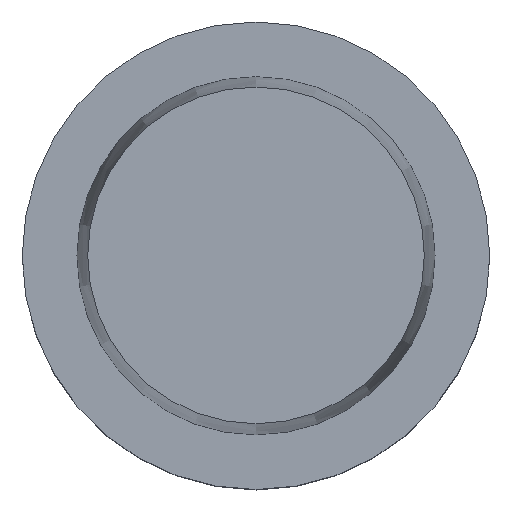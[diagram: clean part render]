
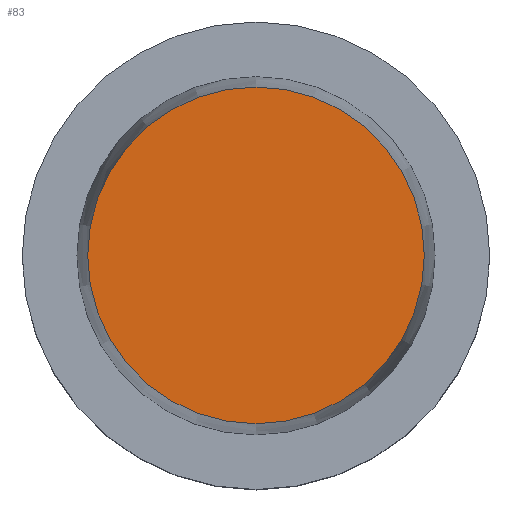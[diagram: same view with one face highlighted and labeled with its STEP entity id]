
A CAD part, top view. The second image highlights one B-rep face of the part: STEP entity #83.
In plain terms, the highlighted planar face has unit normal (0, 0, 1).
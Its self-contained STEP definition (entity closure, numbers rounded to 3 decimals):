
#83=ADVANCED_FACE('',(#120),#121,.T.);
#120=FACE_OUTER_BOUND('',#181,.T.);
#121=PLANE('',#182);
#181=EDGE_LOOP('',(#258));
#182=AXIS2_PLACEMENT_3D('',#259,#260,#261);
#258=ORIENTED_EDGE('',*,*,#330,.F.);
#259=CARTESIAN_POINT('',(0.,9.,25.0));
#260=DIRECTION('',(0.,0.,1.0));
#261=DIRECTION('',(0.,-1.0,0.));
#330=EDGE_CURVE('',#358,#358,#359,.T.);
#358=VERTEX_POINT('',#398);
#359=CIRCLE('',#399,18.);
#398=CARTESIAN_POINT('',(0.,18.,25.0));
#399=AXIS2_PLACEMENT_3D('',#446,#447,#448);
#446=CARTESIAN_POINT('',(0.,0.,25.0));
#447=DIRECTION('',(0.,0.,-1.0));
#448=DIRECTION('',(0.,1.0,0.));
